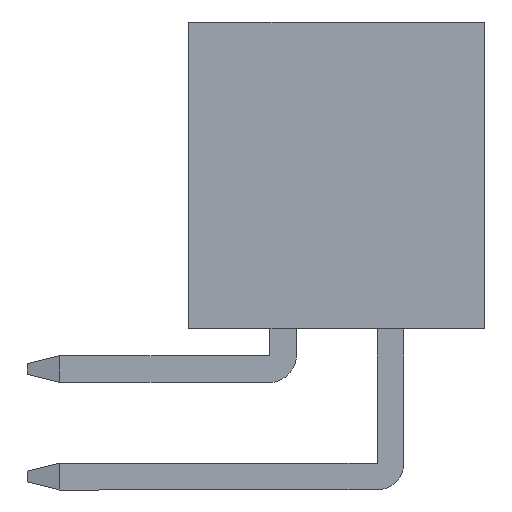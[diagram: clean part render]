
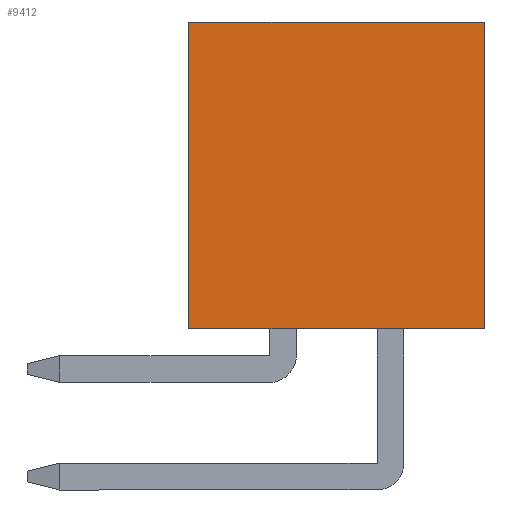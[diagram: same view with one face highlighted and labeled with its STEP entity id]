
A CAD part, left-side view. The second image highlights one B-rep face of the part: STEP entity #9412.
In plain terms, the highlighted planar face has unit normal (-1, 0, 0).
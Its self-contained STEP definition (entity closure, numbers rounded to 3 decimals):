
#1513=ORIENTED_EDGE('',*,*,#3543,.F.);
#1514=ORIENTED_EDGE('',*,*,#2935,.F.);
#1515=ORIENTED_EDGE('',*,*,#3028,.T.);
#1516=ORIENTED_EDGE('',*,*,#3802,.T.);
#2935=EDGE_CURVE('',#4265,#4266,#5145,.T.);
#3028=EDGE_CURVE('',#4265,#4357,#5238,.T.);
#3543=EDGE_CURVE('',#4266,#4755,#5753,.T.);
#3802=EDGE_CURVE('',#4357,#4755,#6012,.T.);
#4265=VERTEX_POINT('',#12740);
#4266=VERTEX_POINT('',#12742);
#4357=VERTEX_POINT('',#12926);
#4755=VERTEX_POINT('',#13918);
#5145=LINE('',#12741,#6471);
#5238=LINE('',#12927,#6564);
#5753=LINE('',#13917,#7079);
#6012=LINE('',#14434,#7338);
#6471=VECTOR('',#10329,1000.);
#6564=VECTOR('',#10424,1000.);
#7079=VECTOR('',#11095,1000.);
#7338=VECTOR('',#11524,1000.);
#7922=EDGE_LOOP('',(#1513,#1514,#1515,#1516));
#8460=FACE_BOUND('',#7922,.T.);
#8957=PLANE('',#9907);
#9412=ADVANCED_FACE('',(#8460),#8957,.T.);
#9907=AXIS2_PLACEMENT_3D('',#14442,#11529,#11530);
#10329=DIRECTION('',(0.,1.,0.));
#10424=DIRECTION('',(0.,0.,1.));
#11095=DIRECTION('',(0.,0.,1.));
#11524=DIRECTION('',(0.,1.,0.));
#11529=DIRECTION('',(-1.,0.,0.));
#11530=DIRECTION('',(0.,0.,1.));
#12740=CARTESIAN_POINT('',(-23.625,-2.75,-2.85));
#12741=CARTESIAN_POINT('',(-23.625,-2.75,-2.85));
#12742=CARTESIAN_POINT('',(-23.625,2.75,-2.85));
#12926=CARTESIAN_POINT('',(-23.625,-2.75,2.85));
#12927=CARTESIAN_POINT('',(-23.625,-2.75,-2.85));
#13917=CARTESIAN_POINT('',(-23.625,2.75,-2.85));
#13918=CARTESIAN_POINT('',(-23.625,2.75,2.85));
#14434=CARTESIAN_POINT('',(-23.625,-2.75,2.85));
#14442=CARTESIAN_POINT('',(-23.625,-2.75,-2.85));
